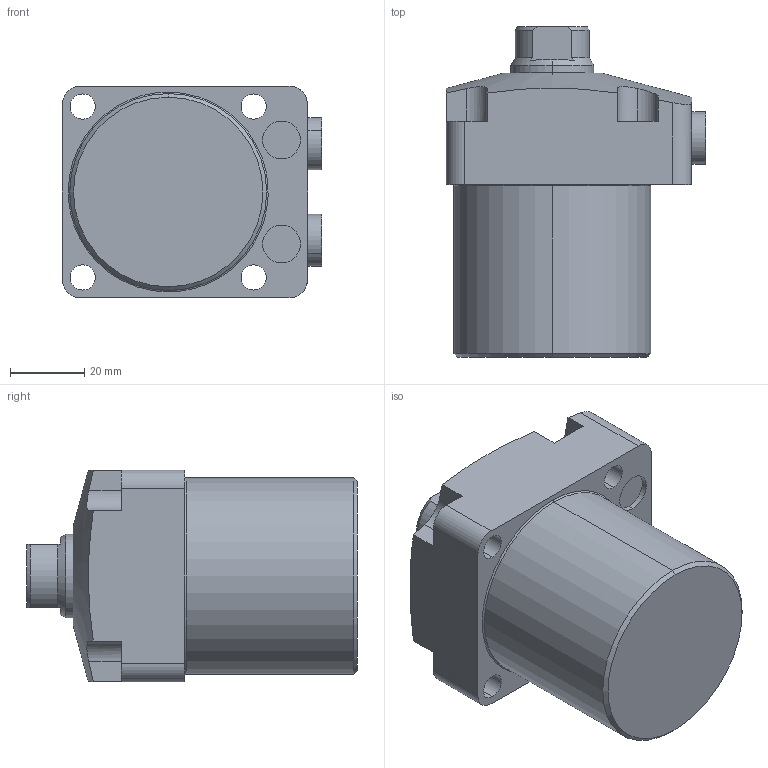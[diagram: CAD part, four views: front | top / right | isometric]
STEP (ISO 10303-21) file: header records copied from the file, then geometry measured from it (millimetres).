
FILE_DESCRIPTION (( 'STEP AP203' ), '1' );
FILE_NAME ('CNA06-30T.STEP', '2019-09-21T08:19:06', ( '微软用户' ), ( '微软中国' ), 'SwSTEP 2.0', 'SolidWorks 2012', '' );
FILE_SCHEMA (( 'CONFIG_CONTROL_DESIGN' ));
Length unit declared in the file: millimetre
Products named in the file (4): CNA06-30T_BODY; CNA06-30T; CNA06-30T_PLUG; CNA06-30T_ROD
Assembly tree (4 placements, depth 2):
  CNA06-30T
    CNA06-30T_BODY
    CNA06-30T_ROD
    CNA06-30T_PLUG  x2
Bounding box: 69.8 x 89 x 57 mm (x, y, z)
Volume: 199712.9 mm3; surface area: 31539.4 mm2
Topology: 4 solids, 4 shells, 138 faces, 323 edges, 207 vertices
Faces by surface type: cylinder 57, plane 55, cone 24, bspline 2
Entity records: 4293 total; most frequent: CARTESIAN_POINT 1084, DIRECTION 607, ORIENTED_EDGE 554, EDGE_CURVE 277, AXIS2_PLACEMENT_3D 240, VERTEX_POINT 179, EDGE_LOOP 140, VECTOR 127
